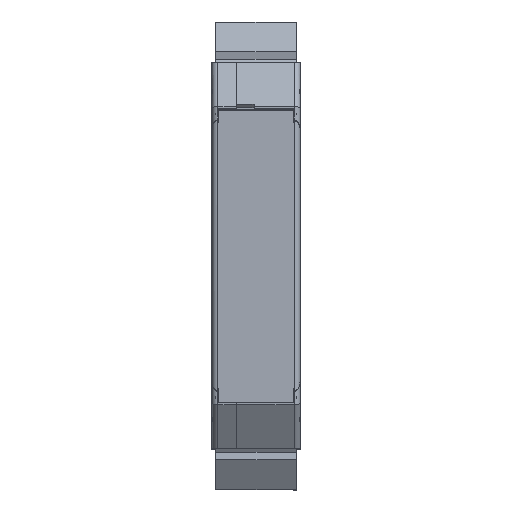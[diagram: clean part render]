
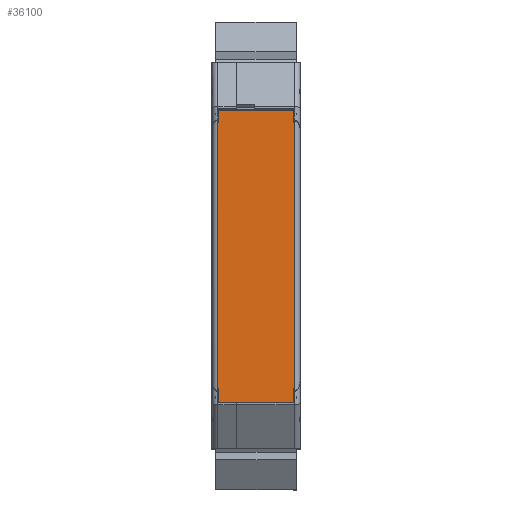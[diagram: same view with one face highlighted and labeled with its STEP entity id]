
A CAD part, top view. The second image highlights one B-rep face of the part: STEP entity #36100.
In plain terms, the highlighted face is planar.
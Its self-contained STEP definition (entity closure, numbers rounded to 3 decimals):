
#3697=VERTEX_POINT('',#52896);
#3698=VERTEX_POINT('',#52898);
#3716=VERTEX_POINT('',#52939);
#3722=VERTEX_POINT('',#52951);
#3729=VERTEX_POINT('',#52980);
#3731=VERTEX_POINT('',#52986);
#3737=VERTEX_POINT('',#53001);
#3738=VERTEX_POINT('',#53002);
#3739=VERTEX_POINT('',#53004);
#3740=VERTEX_POINT('',#53006);
#3741=VERTEX_POINT('',#53008);
#3742=VERTEX_POINT('',#53010);
#7750=VECTOR('',#43086,1.);
#7769=VECTOR('',#43122,1.);
#7780=VECTOR('',#43150,1.);
#7782=VECTOR('',#43156,1.);
#7787=VECTOR('',#43167,1.);
#7788=VECTOR('',#43168,1.);
#7789=VECTOR('',#43169,1.);
#7790=VECTOR('',#43170,1.);
#7791=VECTOR('',#43171,1.);
#7792=VECTOR('',#43172,1.);
#7793=VECTOR('',#43173,1.);
#7794=VECTOR('',#43174,1.);
#12196=LINE('',#52897,#7750);
#12215=LINE('',#52952,#7769);
#12226=LINE('',#52979,#7780);
#12228=LINE('',#52985,#7782);
#12233=LINE('',#53000,#7787);
#12234=LINE('',#53003,#7788);
#12235=LINE('',#53005,#7789);
#12236=LINE('',#53007,#7790);
#12237=LINE('',#53009,#7791);
#12238=LINE('',#53011,#7792);
#12239=LINE('',#53012,#7793);
#12240=LINE('',#53013,#7794);
#16852=EDGE_CURVE('',#3698,#3697,#12196,.T.);
#16877=EDGE_CURVE('',#3722,#3716,#12215,.T.);
#16891=EDGE_CURVE('',#3729,#3716,#12226,.T.);
#16894=EDGE_CURVE('',#3731,#3698,#12228,.T.);
#16901=EDGE_CURVE('',#3737,#3738,#12233,.T.);
#16902=EDGE_CURVE('',#3739,#3738,#12234,.T.);
#16903=EDGE_CURVE('',#3739,#3740,#12235,.T.);
#16904=EDGE_CURVE('',#3741,#3740,#12236,.T.);
#16905=EDGE_CURVE('',#3741,#3742,#12237,.T.);
#16906=EDGE_CURVE('',#3729,#3742,#12238,.T.);
#16907=EDGE_CURVE('',#3722,#3731,#12239,.T.);
#16908=EDGE_CURVE('',#3697,#3737,#12240,.T.);
#24375=ORIENTED_EDGE('',*,*,#16901,.T.);
#24376=ORIENTED_EDGE('',*,*,#16902,.F.);
#24377=ORIENTED_EDGE('',*,*,#16903,.T.);
#24378=ORIENTED_EDGE('',*,*,#16904,.F.);
#24379=ORIENTED_EDGE('',*,*,#16905,.T.);
#24380=ORIENTED_EDGE('',*,*,#16906,.F.);
#24381=ORIENTED_EDGE('',*,*,#16891,.T.);
#24382=ORIENTED_EDGE('',*,*,#16877,.F.);
#24383=ORIENTED_EDGE('',*,*,#16907,.T.);
#24384=ORIENTED_EDGE('',*,*,#16894,.T.);
#24385=ORIENTED_EDGE('',*,*,#16852,.T.);
#24386=ORIENTED_EDGE('',*,*,#16908,.T.);
#31740=EDGE_LOOP('',(#24375,#24376,#24377,#24378,#24379,#24380,#24381,#24382,
#24383,#24384,#24385,#24386));
#33931=FACE_BOUND('',#31740,.T.);
#36100=ADVANCED_FACE('',(#33931),#60685,.T.);
#38278=AXIS2_PLACEMENT_3D('',#52999,#43166,$);
#43086=DIRECTION('',(0.,0.,-1.));
#43122=DIRECTION('',(-1.,0.,0.));
#43150=DIRECTION('',(0.,0.,1.));
#43156=DIRECTION('',(1.,0.,0.));
#43166=DIRECTION('',(0.,1.,0.));
#43167=DIRECTION('',(0.,0.,-1.));
#43168=DIRECTION('',(1.,0.,0.));
#43169=DIRECTION('',(0.,0.,-1.));
#43170=DIRECTION('',(1.,0.,0.));
#43171=DIRECTION('',(0.,0.,1.));
#43172=DIRECTION('',(1.,0.,0.));
#43173=DIRECTION('',(0.,0.,1.));
#43174=DIRECTION('',(1.,0.,0.));
#52896=CARTESIAN_POINT('',(34.6,114.5,7.15));
#52897=CARTESIAN_POINT('',(34.6,114.5,7.3));
#52898=CARTESIAN_POINT('',(34.6,114.5,7.3));
#52939=CARTESIAN_POINT('',(-37.2,114.5,7.15));
#52951=CARTESIAN_POINT('',(-34.6,114.5,7.15));
#52952=CARTESIAN_POINT('',(-34.6,114.5,7.15));
#52979=CARTESIAN_POINT('',(-37.2,114.5,-12.15));
#52980=CARTESIAN_POINT('',(-37.2,114.5,-12.15));
#52985=CARTESIAN_POINT('',(-34.6,114.5,7.3));
#52986=CARTESIAN_POINT('',(-34.6,114.5,7.3));
#52999=CARTESIAN_POINT('',(-37.2,114.5,-10.772));
#53000=CARTESIAN_POINT('',(37.5,114.5,7.15));
#53001=CARTESIAN_POINT('',(37.5,114.5,7.15));
#53002=CARTESIAN_POINT('',(37.5,114.5,-12.15));
#53003=CARTESIAN_POINT('',(34.6,114.5,-12.15));
#53004=CARTESIAN_POINT('',(34.6,114.5,-12.15));
#53005=CARTESIAN_POINT('',(34.6,114.5,-12.15));
#53006=CARTESIAN_POINT('',(34.6,114.5,-12.3));
#53007=CARTESIAN_POINT('',(-34.6,114.5,-12.3));
#53008=CARTESIAN_POINT('',(-34.6,114.5,-12.3));
#53009=CARTESIAN_POINT('',(-34.6,114.5,-12.3));
#53010=CARTESIAN_POINT('',(-34.6,114.5,-12.15));
#53011=CARTESIAN_POINT('',(-37.2,114.5,-12.15));
#53012=CARTESIAN_POINT('',(-34.6,114.5,7.15));
#53013=CARTESIAN_POINT('',(34.6,114.5,7.15));
#60685=PLANE('',#38278);
